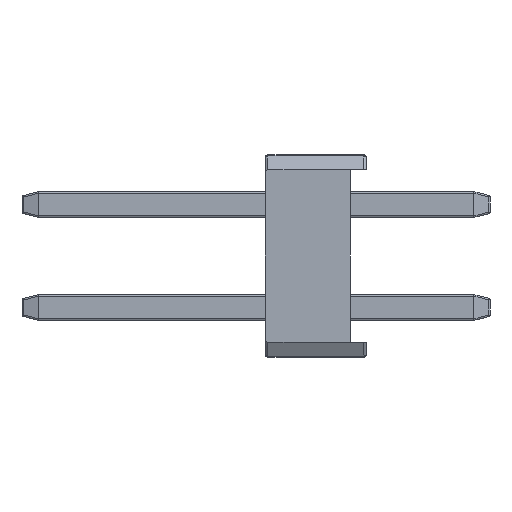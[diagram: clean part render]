
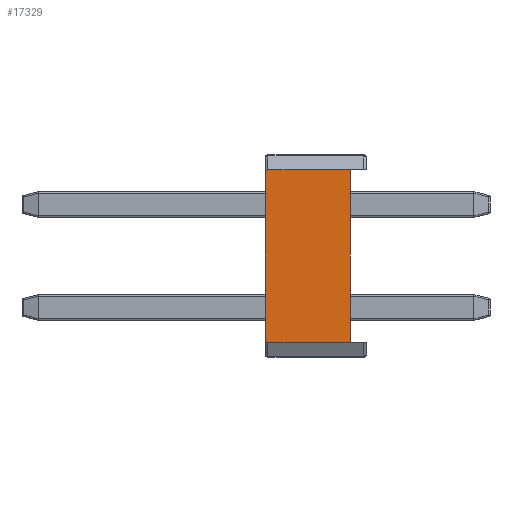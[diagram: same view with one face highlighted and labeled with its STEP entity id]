
A CAD part, left-side view. The second image highlights one B-rep face of the part: STEP entity #17329.
In plain terms, the highlighted planar face has unit normal (-1, 0, 0).
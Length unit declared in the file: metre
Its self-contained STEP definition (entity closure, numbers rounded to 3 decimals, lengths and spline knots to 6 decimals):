
#511=PLANE('',#19615);
#2286=LINE('',#31105,#3678);
#2330=LINE('',#31205,#3722);
#2331=LINE('',#31207,#3723);
#2332=LINE('',#31208,#3724);
#3678=VECTOR('',#24666,1.);
#3722=VECTOR('',#24774,1.);
#3723=VECTOR('',#24777,1.);
#3724=VECTOR('',#24778,1.);
#8844=ORIENTED_EDGE('',*,*,#11675,.F.);
#8845=ORIENTED_EDGE('',*,*,#11586,.T.);
#8846=ORIENTED_EDGE('',*,*,#11676,.T.);
#8847=ORIENTED_EDGE('',*,*,#11622,.F.);
#8848=ORIENTED_EDGE('',*,*,#11674,.F.);
#8849=ORIENTED_EDGE('',*,*,#11608,.T.);
#11586=EDGE_CURVE('',#13222,#13223,#13997,.T.);
#11608=EDGE_CURVE('',#13237,#13238,#14000,.T.);
#11622=EDGE_CURVE('',#13246,#13247,#2286,.T.);
#11674=EDGE_CURVE('',#13237,#13246,#2330,.T.);
#11675=EDGE_CURVE('',#13222,#13238,#2331,.T.);
#11676=EDGE_CURVE('',#13223,#13247,#2332,.T.);
#13222=VERTEX_POINT('',#30935);
#13223=VERTEX_POINT('',#30936);
#13237=VERTEX_POINT('',#31052);
#13238=VERTEX_POINT('',#31053);
#13246=VERTEX_POINT('',#31106);
#13247=VERTEX_POINT('',#31107);
#13997=CIRCLE('',#19566,0.00007);
#14000=CIRCLE('',#19576,0.00007);
#15071=EDGE_LOOP('',(#8844,#8845,#8846,#8847,#8848,#8849));
#16187=FACE_BOUND('',#15071,.T.);
#17329=ADVANCED_FACE('',(#16187),#511,.F.);
#19566=AXIS2_PLACEMENT_3D('',#30934,#24614,#24615);
#19576=AXIS2_PLACEMENT_3D('',#31051,#24644,#24645);
#19615=AXIS2_PLACEMENT_3D('',#31206,#24775,#24776);
#24614=DIRECTION('',(-1.,0.,0.));
#24615=DIRECTION('',(0.,0.,-1.));
#24644=DIRECTION('',(-1.,0.,0.));
#24645=DIRECTION('',(0.,0.,-1.));
#24666=DIRECTION('',(0.,0.,-1.));
#24774=DIRECTION('',(0.,-1.,0.));
#24775=DIRECTION('',(1.,0.,0.));
#24776=DIRECTION('',(0.,0.,-1.));
#24777=DIRECTION('',(0.,0.,1.));
#24778=DIRECTION('',(0.,-1.,0.));
#30934=CARTESIAN_POINT('',(-0.00127,0.00118,-0.002055));
#30935=CARTESIAN_POINT('',(-0.00127,0.00125,-0.002055));
#30936=CARTESIAN_POINT('',(-0.00127,0.00118,-0.002125));
#31051=CARTESIAN_POINT('',(-0.00127,0.00118,0.002055));
#31052=CARTESIAN_POINT('',(-0.00127,0.00118,0.002125));
#31053=CARTESIAN_POINT('',(-0.00127,0.00125,0.002055));
#31105=CARTESIAN_POINT('',(-0.00127,-0.00085,-0.002125));
#31106=CARTESIAN_POINT('',(-0.00127,-0.00085,0.002125));
#31107=CARTESIAN_POINT('',(-0.00127,-0.00085,-0.002125));
#31205=CARTESIAN_POINT('',(-0.00127,0.00125,0.002125));
#31206=CARTESIAN_POINT('',(-0.00127,0.00125,-0.002125));
#31207=CARTESIAN_POINT('',(-0.00127,0.00125,-0.002125));
#31208=CARTESIAN_POINT('',(-0.00127,0.00125,-0.002125));
